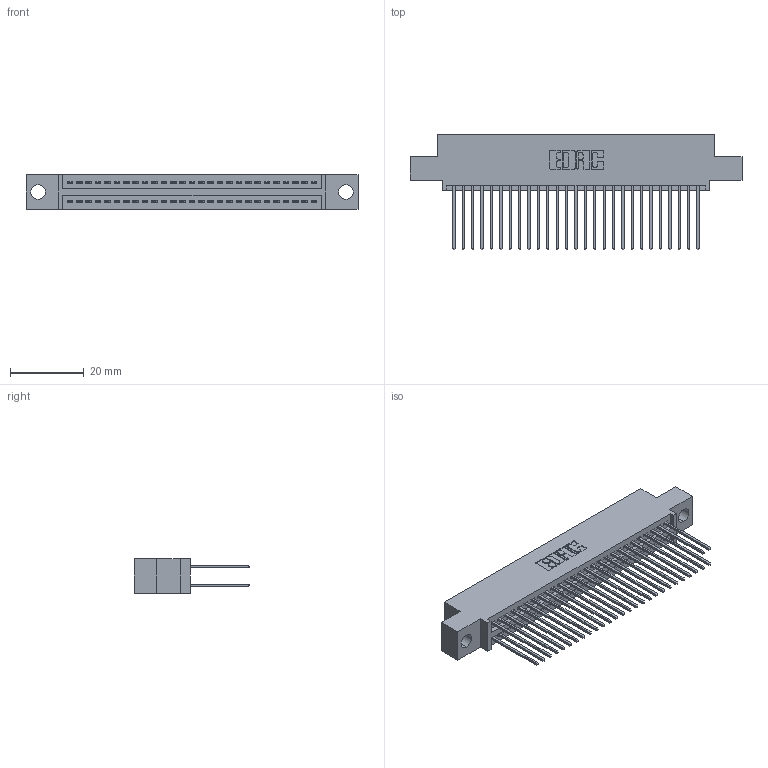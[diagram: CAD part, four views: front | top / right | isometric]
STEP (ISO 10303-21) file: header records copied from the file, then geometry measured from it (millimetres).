
FILE_DESCRIPTION (( 'STEP AP203' ), '1' );
FILE_NAME ('395-054-542-504.STEP', '2021-06-17T00:46:42', ( '' ), ( '' ), 'SwSTEP 2.0', 'SolidWorks 2020', '' );
FILE_SCHEMA (( 'CONFIG_CONTROL_DESIGN' ));
Length unit declared in the file: inch
Products named in the file (3): 345-292-001_345-293-142; 345 Part_0.110 Offset - 0.156 Dia-TI; 395-054-542-504
Assembly tree (55 placements, depth 2):
  395-054-542-504
    345 Part_0.110 Offset - 0.156 Dia-TI
    345-292-001_345-293-142  x54
Bounding box: 89.79 x 31.29 x 9.4 mm (x, y, z)
Volume: 8655.4 mm3; surface area: 13624.4 mm2
Topology: 55 solids, 55 shells, 2844 faces, 8435 edges, 5550 vertices
Faces by surface type: plane 1880, cylinder 964
Entity records: 23773 total; most frequent: CARTESIAN_POINT 4006, ORIENTED_EDGE 3938, DIRECTION 3549, EDGE_CURVE 1969, VECTOR 1729, LINE 1729, VERTEX_POINT 1310, AXIS2_PLACEMENT_3D 910
